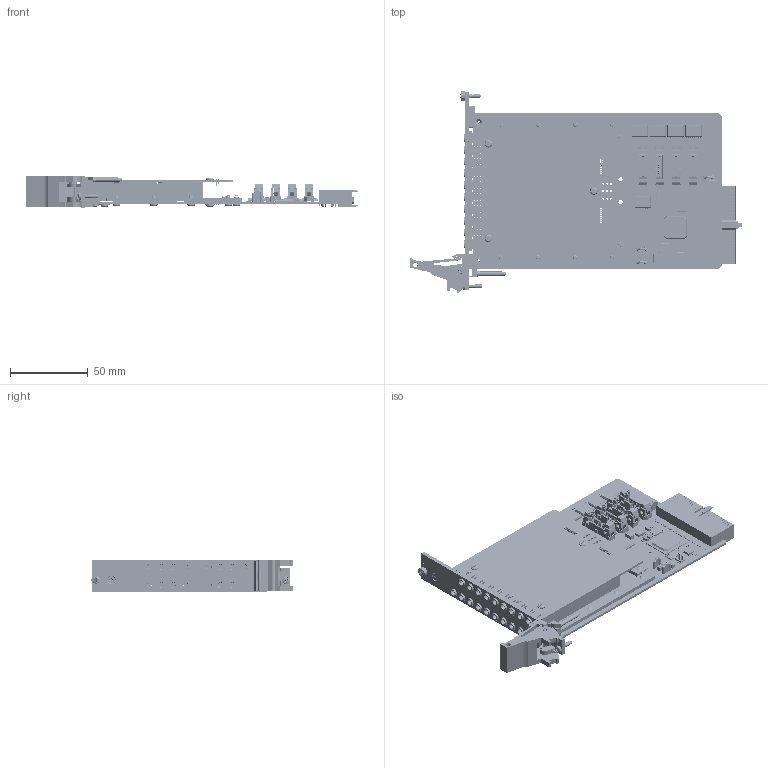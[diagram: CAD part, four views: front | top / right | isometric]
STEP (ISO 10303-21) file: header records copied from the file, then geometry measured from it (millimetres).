
FILE_DESCRIPTION (( 'STEP AP214' ), '1' );
FILE_NAME ('40-830-106 PXI 1 SLT HEX SPDT 75Ohm MCX.STEP', '2013-09-11T08:30:10', ( 'admin' ), ( '' ), 'SwSTEP 2.0', 'SolidWorks 2012', '' );
FILE_SCHEMA (( 'AUTOMOTIVE_DESIGN' ));
Length unit declared in the file: millimetre
Products named in the file (1): 40-830-106 PXI 1 SLT HEX SPDT 75Ohm MCX
Bounding box: 214.01 x 129.67 x 20 mm (x, y, z)
Surface area: 87967 mm2 (no closed solid volume)
Topology: 0 solids, 781 shells, 4845 faces, 22354 edges, 17467 vertices
Faces by surface type: plane 3692, cylinder 925, cone 120, torus 66, bspline 36, sphere 6
Full cylindrical faces by diameter (mm): 0.2 x1, 0.6 x110, 0.66 x108, 0.762 x57, 0.8 x4, 1.067 x61, 1.4 x12, 1.496 x2, 1.524 x14, 2 x5, 2.05 x1, 2.45 x7, 2.5 x3, 2.6 x1, 2.7 x3, 2.8 x1, 3 x3, 3.4 x18, 3.665 x1, 4.35 x1, 4.7 x1, 4.85 x16, 5 x3, 5.05 x18, 5.3 x1, 5.5 x18, 5.9 x19, 6 x1, 6.8 x3
Entity records: 282015 total; most frequent: CARTESIAN_POINT 56532, DIRECTION 34072, ORIENTED_EDGE 28890, EDGE_CURVE 21440, VERTEX_POINT 17199, VECTOR 16648, LINE 16648, AXIS2_PLACEMENT_3D 8712
